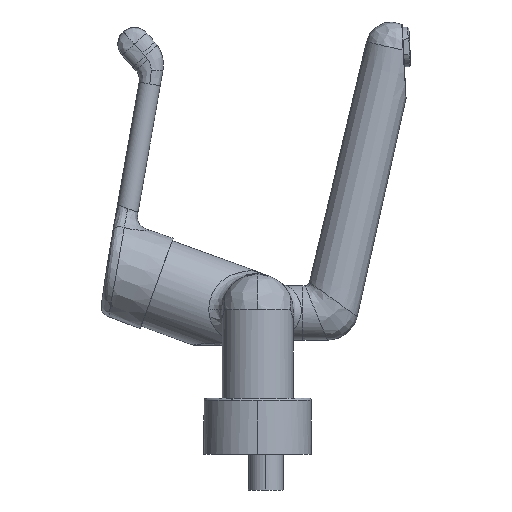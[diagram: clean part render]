
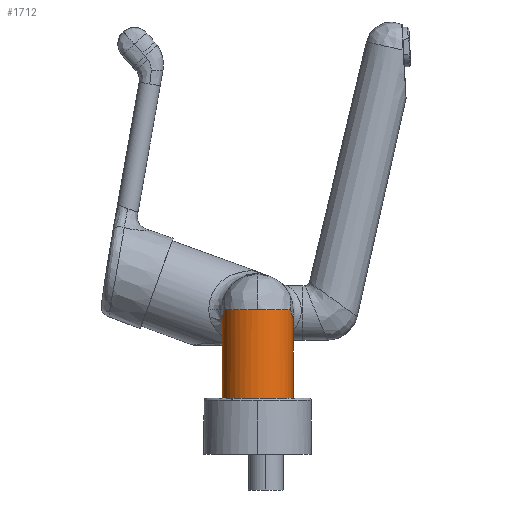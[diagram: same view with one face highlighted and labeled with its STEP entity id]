
A CAD part, left-side view. The second image highlights one B-rep face of the part: STEP entity #1712.
In plain terms, the highlighted cylindrical face has radius 21.5 mm (diameter 43 mm), a partial arc.
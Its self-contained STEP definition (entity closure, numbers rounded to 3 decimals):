
#35 = CARTESIAN_POINT ( 'NONE',  ( -78.906, -21.156, 83.591 ) ) ;
#245 = ORIENTED_EDGE ( 'NONE', *, *, #12756, .F. ) ;
#450 = CARTESIAN_POINT ( 'NONE',  ( -79.079, 21.11, 83.764 ) ) ;
#506 = CARTESIAN_POINT ( 'NONE',  ( -77.044, 21.403, 81.729 ) ) ;
#858 = AXIS2_PLACEMENT_3D ( 'NONE', #4783, #13834, #5735 ) ;
#876 = VECTOR ( 'NONE', #14313, 1000. ) ;
#1341 = CARTESIAN_POINT ( 'NONE',  ( -82.611, -20.113, 87.295 ) ) ;
#1376 = VERTEX_POINT ( 'NONE', #14121 ) ;
#1399 = CARTESIAN_POINT ( 'NONE',  ( -77.25, -21.395, 81.935 ) ) ;
#1489 = VECTOR ( 'NONE', #17333, 1000. ) ;
#1712 = ADVANCED_FACE ( 'NONE', ( #16090 ), #8375, .T. ) ;
#1764 = DIRECTION ( 'NONE',  ( 0., 0., 1. ) ) ;
#1820 = CARTESIAN_POINT ( 'NONE',  ( -79.05, 21.115, 83.735 ) ) ;
#1876 = CARTESIAN_POINT ( 'NONE',  ( -77.029, 21.404, 81.714 ) ) ;
#2763 = CARTESIAN_POINT ( 'NONE',  ( -75.721, -21.489, 80.406 ) ) ;
#3180 = CARTESIAN_POINT ( 'NONE',  ( -78.741, 21.174, 83.426 ) ) ;
#3237 = CARTESIAN_POINT ( 'NONE',  ( -76.576, 21.447, 81.261 ) ) ;
#3246 = ORIENTED_EDGE ( 'NONE', *, *, #3480, .T. ) ;
#3480 = EDGE_CURVE ( 'NONE', #17035, #8416, #7277, .T. ) ;
#3535 = CARTESIAN_POINT ( 'NONE',  ( -75., 21.5, 34. ) ) ;
#4128 = CARTESIAN_POINT ( 'NONE',  ( -75.18, -21.5, 79.865 ) ) ;
#4132 = ORIENTED_EDGE ( 'NONE', *, *, #7162, .F. ) ;
#4382 = ORIENTED_EDGE ( 'NONE', *, *, #9126, .F. ) ;
#4497 = CARTESIAN_POINT ( 'NONE',  ( -80.826, 20.698, 85.511 ) ) ;
#4556 = CARTESIAN_POINT ( 'NONE',  ( -77.921, 21.301, 82.606 ) ) ;
#4615 = CARTESIAN_POINT ( 'NONE',  ( -75., 21.5, 79.685 ) ) ;
#4783 = CARTESIAN_POINT ( 'NONE',  ( -75., 0., 38.25 ) ) ;
#4918 = CARTESIAN_POINT ( 'NONE',  ( -75., 0., 87.685 ) ) ;
#4932 = B_SPLINE_CURVE_WITH_KNOTS ( 'NONE', 5,
 ( #8151, #1341, #5453, #15040, #6825, #16406, #8210, #35, #9593, #1399, #10972, #2763, #12340, #4128, #13711, #5512 ),
 .UNSPECIFIED., .F., .F.,
 ( 6, 3, 3, 2, 2, 6 ),
 ( 0., 0.25, 0.5, 0.833, 0.944, 1. ),
 .UNSPECIFIED. ) ;
#5453 = CARTESIAN_POINT ( 'NONE',  ( -82.219, -20.259, 86.904 ) ) ;
#5512 = CARTESIAN_POINT ( 'NONE',  ( -75., -21.5, 79.685 ) ) ;
#5584 = DIRECTION ( 'NONE',  ( 0., 0., -1. ) ) ;
#5735 = DIRECTION ( 'NONE',  ( 0., 1., 0. ) ) ;
#5873 = CARTESIAN_POINT ( 'NONE',  ( -79.955, 20.922, 84.639 ) ) ;
#5929 = CARTESIAN_POINT ( 'NONE',  ( -77.482, 21.356, 82.167 ) ) ;
#6009 = VERTEX_POINT ( 'NONE', #11610 ) ;
#6293 = DIRECTION ( 'NONE',  ( -1., 0., 0. ) ) ;
#6557 = AXIS2_PLACEMENT_3D ( 'NONE', #9954, #1764, #11334 ) ;
#6825 = CARTESIAN_POINT ( 'NONE',  ( -81.035, -20.646, 85.72 ) ) ;
#6901 = VERTEX_POINT ( 'NONE', #17198 ) ;
#7162 = EDGE_CURVE ( 'NONE', #11106, #6009, #16057, .T. ) ;
#7252 = CARTESIAN_POINT ( 'NONE',  ( -79.364, 21.053, 84.049 ) ) ;
#7277 = LINE ( 'NONE', #11630, #876 ) ;
#7309 = CARTESIAN_POINT ( 'NONE',  ( -77.186, 21.389, 81.871 ) ) ;
#7665 = VERTEX_POINT ( 'NONE', #17127 ) ;
#8151 = CARTESIAN_POINT ( 'NONE',  ( -83., -19.956, 87.685 ) ) ;
#8210 = CARTESIAN_POINT ( 'NONE',  ( -79.84, -20.954, 84.525 ) ) ;
#8225 = CARTESIAN_POINT ( 'NONE',  ( -75., -21.5, 79.685 ) ) ;
#8375 = CYLINDRICAL_SURFACE ( 'NONE', #858, 21.5 ) ;
#8416 = VERTEX_POINT ( 'NONE', #3535 ) ;
#8450 = B_SPLINE_CURVE_WITH_KNOTS ( 'NONE', 3,
 ( #8523, #8583, #12702, #4497, #14079, #5873, #15470, #7252, #16838, #8642, #450, #10010, #1820, #11386, #3180, #12755, #4556, #14136, #5929, #15524, #7309, #16897, #8701, #506, #10074, #1876, #11445, #3237, #12816, #4615 ),
 .UNSPECIFIED., .F., .F.,
 ( 4, 2, 2, 1, 1, 1, 1, 1, 2, 2, 2, 2, 1, 1, 1, 1, 1, 2, 2, 4 ),
 ( 0., 0.25, 0.375, 0.438, 0.469, 0.484, 0.492, 0.496, 0.498, 0.5, 0.625, 0.688, 0.719, 0.734, 0.742, 0.746, 0.748, 0.749, 0.75, 1. ),
 .UNSPECIFIED. ) ;
#8523 = CARTESIAN_POINT ( 'NONE',  ( -83., 19.956, 87.685 ) ) ;
#8583 = CARTESIAN_POINT ( 'NONE',  ( -82.431, 20.184, 87.116 ) ) ;
#8642 = CARTESIAN_POINT ( 'NONE',  ( -79.12, 21.102, 83.805 ) ) ;
#8701 = CARTESIAN_POINT ( 'NONE',  ( -77.064, 21.401, 81.749 ) ) ;
#9126 = EDGE_CURVE ( 'NONE', #7665, #11106, #4932, .T. ) ;
#9593 = CARTESIAN_POINT ( 'NONE',  ( -77.967, -21.305, 82.652 ) ) ;
#9814 = EDGE_CURVE ( 'NONE', #1376, #6901, #17320, .T. ) ;
#9911 = EDGE_CURVE ( 'NONE', #1376, #17035, #8450, .T. ) ;
#9954 = CARTESIAN_POINT ( 'NONE',  ( -75., 0., 87.685 ) ) ;
#10010 = CARTESIAN_POINT ( 'NONE',  ( -79.061, 21.113, 83.746 ) ) ;
#10074 = CARTESIAN_POINT ( 'NONE',  ( -77.035, 21.403, 81.72 ) ) ;
#10972 = CARTESIAN_POINT ( 'NONE',  ( -76.531, -21.455, 81.216 ) ) ;
#11106 = VERTEX_POINT ( 'NONE', #8225 ) ;
#11109 = ORIENTED_EDGE ( 'NONE', *, *, #9814, .F. ) ;
#11287 = EDGE_CURVE ( 'NONE', #6009, #8416, #13449, .T. ) ;
#11334 = DIRECTION ( 'NONE',  ( -1., 0., 0. ) ) ;
#11386 = CARTESIAN_POINT ( 'NONE',  ( -79.042, 21.117, 83.727 ) ) ;
#11428 = ORIENTED_EDGE ( 'NONE', *, *, #11287, .F. ) ;
#11445 = CARTESIAN_POINT ( 'NONE',  ( -77.025, 21.404, 81.71 ) ) ;
#11610 = CARTESIAN_POINT ( 'NONE',  ( -75., -21.5, 34. ) ) ;
#11630 = CARTESIAN_POINT ( 'NONE',  ( -75., 21.5, 38.25 ) ) ;
#12039 = AXIS2_PLACEMENT_3D ( 'NONE', #13785, #5584, #15172 ) ;
#12270 = AXIS2_PLACEMENT_3D ( 'NONE', #4918, #14502, #6293 ) ;
#12271 = ORIENTED_EDGE ( 'NONE', *, *, #9911, .T. ) ;
#12340 = CARTESIAN_POINT ( 'NONE',  ( -75.451, -21.497, 80.136 ) ) ;
#12702 = CARTESIAN_POINT ( 'NONE',  ( -81.816, 20.402, 86.501 ) ) ;
#12755 = CARTESIAN_POINT ( 'NONE',  ( -78.425, 21.228, 83.11 ) ) ;
#12756 = EDGE_CURVE ( 'NONE', #6901, #7665, #14077, .T. ) ;
#12816 = CARTESIAN_POINT ( 'NONE',  ( -75.902, 21.5, 80.587 ) ) ;
#13449 = CIRCLE ( 'NONE', #12039, 21.5 ) ;
#13711 = CARTESIAN_POINT ( 'NONE',  ( -75.09, -21.5, 79.775 ) ) ;
#13785 = CARTESIAN_POINT ( 'NONE',  ( -75., 0., 34. ) ) ;
#13834 = DIRECTION ( 'NONE',  ( 0., 0., -1. ) ) ;
#14077 = CIRCLE ( 'NONE', #12270, 21.5 ) ;
#14079 = CARTESIAN_POINT ( 'NONE',  ( -80.484, 20.792, 85.169 ) ) ;
#14121 = CARTESIAN_POINT ( 'NONE',  ( -83., 19.956, 87.685 ) ) ;
#14136 = CARTESIAN_POINT ( 'NONE',  ( -77.748, 21.324, 82.433 ) ) ;
#14313 = DIRECTION ( 'NONE',  ( 0., 0., -1. ) ) ;
#14424 = EDGE_LOOP ( 'NONE', ( #4132, #4382, #245, #11109, #12271, #3246, #11428 ) ) ;
#14502 = DIRECTION ( 'NONE',  ( 0., 0., 1. ) ) ;
#14645 = CARTESIAN_POINT ( 'NONE',  ( -75., -21.5, 38.25 ) ) ;
#15040 = CARTESIAN_POINT ( 'NONE',  ( -81.825, -20.394, 86.51 ) ) ;
#15172 = DIRECTION ( 'NONE',  ( 0., 1., 0. ) ) ;
#15343 = CARTESIAN_POINT ( 'NONE',  ( -75., 21.5, 79.685 ) ) ;
#15470 = CARTESIAN_POINT ( 'NONE',  ( -79.686, 20.985, 84.37 ) ) ;
#15524 = CARTESIAN_POINT ( 'NONE',  ( -77.347, 21.372, 82.032 ) ) ;
#16057 = LINE ( 'NONE', #14645, #1489 ) ;
#16090 = FACE_OUTER_BOUND ( 'NONE', #14424, .T. ) ;
#16406 = CARTESIAN_POINT ( 'NONE',  ( -80.239, -20.858, 84.924 ) ) ;
#16838 = CARTESIAN_POINT ( 'NONE',  ( -79.202, 21.086, 83.887 ) ) ;
#16897 = CARTESIAN_POINT ( 'NONE',  ( -77.105, 21.397, 81.79 ) ) ;
#17035 = VERTEX_POINT ( 'NONE', #15343 ) ;
#17127 = CARTESIAN_POINT ( 'NONE',  ( -83., -19.956, 87.685 ) ) ;
#17198 = CARTESIAN_POINT ( 'NONE',  ( -96.5, 0., 87.685 ) ) ;
#17320 = CIRCLE ( 'NONE', #6557, 21.5 ) ;
#17333 = DIRECTION ( 'NONE',  ( 0., 0., -1. ) ) ;
